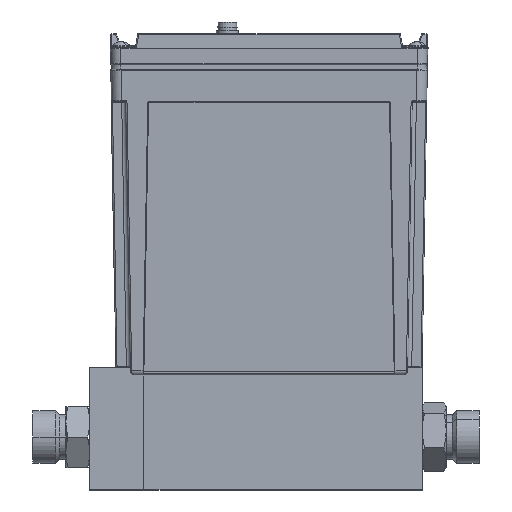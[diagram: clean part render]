
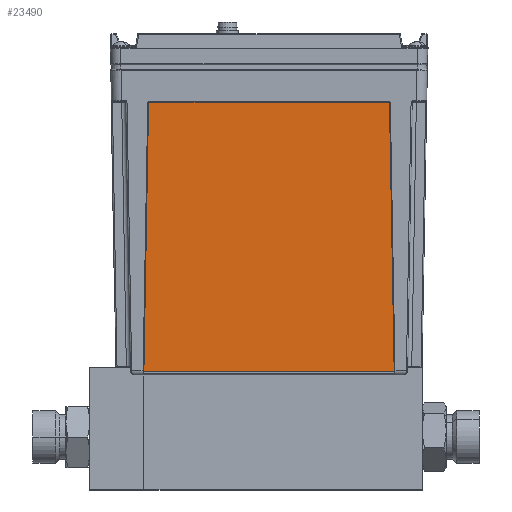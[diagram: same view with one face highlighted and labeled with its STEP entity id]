
A CAD part, top view. The second image highlights one B-rep face of the part: STEP entity #23490.
In plain terms, the highlighted planar face has unit normal (0, -0.018, 1).
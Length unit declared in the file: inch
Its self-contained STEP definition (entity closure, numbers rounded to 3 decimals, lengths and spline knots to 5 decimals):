
#360 = AXIS2_PLACEMENT_3D ( 'NONE', #1751, #25477, #5287 ) ;
#409 = CARTESIAN_POINT ( 'NONE',  ( -0.9865, 4.63895, 1.02987 ) ) ;
#513 = ORIENTED_EDGE ( 'NONE', *, *, #35636, .T. ) ;
#1641 = VECTOR ( 'NONE', #19688, 39.37008 ) ;
#1751 = CARTESIAN_POINT ( 'NONE',  ( 0.70385, 4.61895, 1.02953 ) ) ;
#1941 = CARTESIAN_POINT ( 'NONE',  ( 0.77015, 0.82953, 0.96338 ) ) ;
#2142 = DIRECTION ( 'NONE',  ( 0., -0.017, 1. ) ) ;
#3976 = DIRECTION ( 'NONE',  ( 1., 0., 0. ) ) ;
#5287 = DIRECTION ( 'NONE',  ( 1., 0., 0. ) ) ;
#5463 = DIRECTION ( 'NONE',  ( 1., 0., 0. ) ) ;
#6093 = VECTOR ( 'NONE', #11230, 39.37008 ) ;
#6705 = CARTESIAN_POINT ( 'NONE',  ( -2.7635, 0.80953, 0.96303 ) ) ;
#6941 = ORIENTED_EDGE ( 'NONE', *, *, #34811, .T. ) ;
#7291 = PLANE ( 'NONE',  #12370 ) ;
#8981 = DIRECTION ( 'NONE',  ( 0., -0.017, 1. ) ) ;
#9571 = VERTEX_POINT ( 'NONE', #39113 ) ;
#9761 = VERTEX_POINT ( 'NONE', #37510 ) ;
#9915 = VERTEX_POINT ( 'NONE', #32823 ) ;
#10174 = DIRECTION ( 'NONE',  ( 1., 0., 0. ) ) ;
#10385 = VERTEX_POINT ( 'NONE', #16194 ) ;
#11230 = DIRECTION ( 'NONE',  ( -0.017, -1., -0.017 ) ) ;
#12370 = AXIS2_PLACEMENT_3D ( 'NONE', #409, #24228, #3976 ) ;
#13435 = AXIS2_PLACEMENT_3D ( 'NONE', #22530, #2142, #25848 ) ;
#14061 = CARTESIAN_POINT ( 'NONE',  ( 0.70385, 4.63895, 1.02987 ) ) ;
#15144 = ORIENTED_EDGE ( 'NONE', *, *, #35939, .T. ) ;
#15220 = LINE ( 'NONE', #17868, #6093 ) ;
#15727 = AXIS2_PLACEMENT_3D ( 'NONE', #29096, #8981, #32442 ) ;
#16194 = CARTESIAN_POINT ( 'NONE',  ( -2.74315, 0.80953, 0.96303 ) ) ;
#17100 = VECTOR ( 'NONE', #10174, 39.37008 ) ;
#17868 = CARTESIAN_POINT ( 'NONE',  ( -2.6965, 4.63895, 1.02987 ) ) ;
#18859 = CIRCLE ( 'NONE', #360, 0.02 ) ;
#19688 = DIRECTION ( 'NONE',  ( -0.017, 1., 0.017 ) ) ;
#20254 = VERTEX_POINT ( 'NONE', #14061 ) ;
#20598 = EDGE_LOOP ( 'NONE', ( #513, #15144, #6941, #23418, #38268, #38800, #24646, #28598 ) ) ;
#20910 = CARTESIAN_POINT ( 'NONE',  ( -2.76314, 0.82988, 0.96339 ) ) ;
#21535 = CARTESIAN_POINT ( 'NONE',  ( 0.77015, 0.80953, 0.96303 ) ) ;
#22518 = VERTEX_POINT ( 'NONE', #37452 ) ;
#22530 = CARTESIAN_POINT ( 'NONE',  ( -2.74315, 0.82953, 0.96338 ) ) ;
#23418 = ORIENTED_EDGE ( 'NONE', *, *, #36214, .T. ) ;
#23490 = ADVANCED_FACE ( 'NONE', ( #32531 ), #7291, .T. ) ;
#24228 = DIRECTION ( 'NONE',  ( 0., -0.017, 1. ) ) ;
#24646 = ORIENTED_EDGE ( 'NONE', *, *, #33862, .T. ) ;
#25477 = DIRECTION ( 'NONE',  ( 0., -0.017, 1. ) ) ;
#25654 = DIRECTION ( 'NONE',  ( 0., -0.017, 1. ) ) ;
#25848 = DIRECTION ( 'NONE',  ( 1., 0., 0. ) ) ;
#25920 = LINE ( 'NONE', #6705, #17100 ) ;
#26116 = CIRCLE ( 'NONE', #15727, 0.02 ) ;
#28598 = ORIENTED_EDGE ( 'NONE', *, *, #36467, .T. ) ;
#29096 = CARTESIAN_POINT ( 'NONE',  ( -2.67685, 4.61895, 1.02953 ) ) ;
#32442 = DIRECTION ( 'NONE',  ( 1., 0., 0. ) ) ;
#32531 = FACE_OUTER_BOUND ( 'NONE', #20598, .T. ) ;
#32823 = CARTESIAN_POINT ( 'NONE',  ( -2.67685, 4.63895, 1.02987 ) ) ;
#33862 = EDGE_CURVE ( 'NONE', #9761, #39427, #15220, .T. ) ;
#34373 = EDGE_CURVE ( 'NONE', #20254, #9915, #38642, .T. ) ;
#34811 = EDGE_CURVE ( 'NONE', #22518, #9571, #37545, .T. ) ;
#35029 = CIRCLE ( 'NONE', #13435, 0.02 ) ;
#35218 = VERTEX_POINT ( 'NONE', #21535 ) ;
#35636 = EDGE_CURVE ( 'NONE', #10385, #35218, #25920, .T. ) ;
#35939 = EDGE_CURVE ( 'NONE', #35218, #22518, #40475, .T. ) ;
#36214 = EDGE_CURVE ( 'NONE', #9571, #20254, #18859, .T. ) ;
#36272 = CARTESIAN_POINT ( 'NONE',  ( 0.7905, 0.80953, 0.96303 ) ) ;
#36453 = EDGE_CURVE ( 'NONE', #9915, #9761, #26116, .T. ) ;
#36467 = EDGE_CURVE ( 'NONE', #39427, #10385, #35029, .T. ) ;
#36893 = CARTESIAN_POINT ( 'NONE',  ( 0.7235, 4.63895, 1.02987 ) ) ;
#37452 = CARTESIAN_POINT ( 'NONE',  ( 0.79014, 0.82988, 0.96339 ) ) ;
#37510 = CARTESIAN_POINT ( 'NONE',  ( -2.69684, 4.6193, 1.02953 ) ) ;
#37545 = LINE ( 'NONE', #36272, #1641 ) ;
#37627 = VECTOR ( 'NONE', #40208, 39.37008 ) ;
#38268 = ORIENTED_EDGE ( 'NONE', *, *, #34373, .T. ) ;
#38642 = LINE ( 'NONE', #36893, #37627 ) ;
#38800 = ORIENTED_EDGE ( 'NONE', *, *, #36453, .T. ) ;
#39113 = CARTESIAN_POINT ( 'NONE',  ( 0.72384, 4.6193, 1.02953 ) ) ;
#39427 = VERTEX_POINT ( 'NONE', #20910 ) ;
#40208 = DIRECTION ( 'NONE',  ( -1., 0., 0. ) ) ;
#40475 = CIRCLE ( 'NONE', #43525, 0.02 ) ;
#43525 = AXIS2_PLACEMENT_3D ( 'NONE', #1941, #25654, #5463 ) ;
